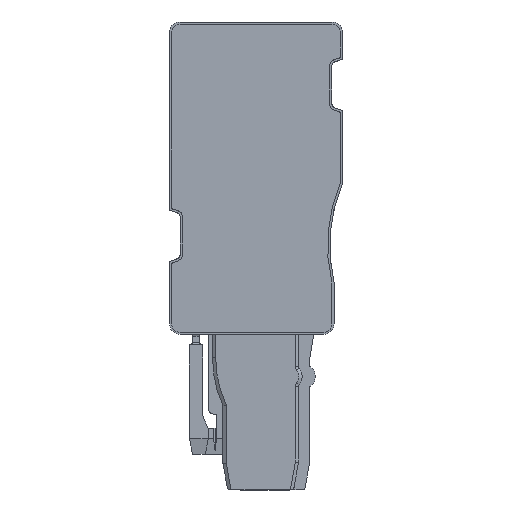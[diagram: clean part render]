
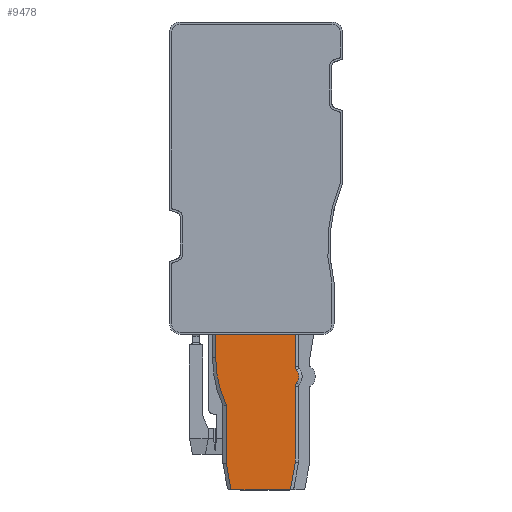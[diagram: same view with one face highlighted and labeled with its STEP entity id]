
A CAD part, left-side view. The second image highlights one B-rep face of the part: STEP entity #9478.
In plain terms, the highlighted planar face has unit normal (-1, 0, 0).
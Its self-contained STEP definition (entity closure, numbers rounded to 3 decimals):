
#3093=AXIS2_PLACEMENT_3D('Circle Axis2P3D',#3091,#3092,$) ;
#5022=AXIS2_PLACEMENT_3D('Circle Axis2P3D',#5020,#5021,$) ;
#5062=AXIS2_PLACEMENT_3D('Circle Axis2P3D',#5060,#5061,$) ;
#5101=AXIS2_PLACEMENT_3D('Circle Axis2P3D',#5099,#5100,$) ;
#9462=AXIS2_PLACEMENT_3D('Plane Axis2P3D',#9459,#9460,#9461) ;
#3091=CARTESIAN_POINT('Axis2P3D Location',(0.7,1.4,12.633)) ;
#3095=CARTESIAN_POINT('Vertex',(0.7,11.1,8.116)) ;
#3097=CARTESIAN_POINT('Vertex',(0.7,12.1,12.633)) ;
#3127=CARTESIAN_POINT('Vertex',(0.7,11.1,2.578)) ;
#3132=CARTESIAN_POINT('Line Origine',(0.7,11.1,7.425)) ;
#3274=CARTESIAN_POINT('Vertex',(0.7,10.645,0.)) ;
#3277=CARTESIAN_POINT('Line Origine',(0.7,11.955,7.425)) ;
#3329=CARTESIAN_POINT('Vertex',(0.7,4.971,0.)) ;
#3332=CARTESIAN_POINT('Line Origine',(0.7,7.808,0.)) ;
#5020=CARTESIAN_POINT('Axis2P3D Location',(0.7,3.9,11.788)) ;
#5024=CARTESIAN_POINT('Vertex',(0.7,4.5,11.788)) ;
#5026=CARTESIAN_POINT('Vertex',(0.7,4.36,11.403)) ;
#5060=CARTESIAN_POINT('Axis2P3D Location',(0.7,5.05,10.825)) ;
#5064=CARTESIAN_POINT('Vertex',(0.7,4.36,10.247)) ;
#5099=CARTESIAN_POINT('Axis2P3D Location',(0.7,3.9,9.862)) ;
#5103=CARTESIAN_POINT('Vertex',(0.7,4.5,9.862)) ;
#5123=CARTESIAN_POINT('Line Origine',(0.7,4.5,7.425)) ;
#5127=CARTESIAN_POINT('Vertex',(0.7,4.5,2.67)) ;
#5217=CARTESIAN_POINT('Line Origine',(0.7,4.027,5.351)) ;
#7350=CARTESIAN_POINT('Vertex',(0.7,12.1,14.85)) ;
#7353=CARTESIAN_POINT('Line Origine',(0.7,8.3,14.85)) ;
#7357=CARTESIAN_POINT('Vertex',(0.7,4.5,14.85)) ;
#9344=CARTESIAN_POINT('Line Origine',(0.7,12.1,7.425)) ;
#9362=CARTESIAN_POINT('Line Origine',(0.7,4.5,7.425)) ;
#9459=CARTESIAN_POINT('Axis2P3D Location',(0.7,7.5,14.85)) ;
#3092=DIRECTION('Axis2P3D Direction',(1.,0.,0.)) ;
#3133=DIRECTION('Vector Direction',(0.,0.,1.)) ;
#3278=DIRECTION('Vector Direction',(0.,-0.174,-0.985)) ;
#3333=DIRECTION('Vector Direction',(0.,1.,0.)) ;
#5021=DIRECTION('Axis2P3D Direction',(1.,0.,0.)) ;
#5061=DIRECTION('Axis2P3D Direction',(1.,0.,0.)) ;
#5100=DIRECTION('Axis2P3D Direction',(1.,0.,0.)) ;
#5124=DIRECTION('Vector Direction',(0.,0.,1.)) ;
#5218=DIRECTION('Vector Direction',(0.,-0.174,0.985)) ;
#7354=DIRECTION('Vector Direction',(0.,1.,0.)) ;
#9345=DIRECTION('Vector Direction',(0.,0.,-1.)) ;
#9363=DIRECTION('Vector Direction',(0.,0.,1.)) ;
#9460=DIRECTION('Axis2P3D Direction',(1.,0.,-0.)) ;
#9461=DIRECTION('Axis2P3D XDirection',(0.,1.,0.)) ;
#3134=VECTOR('Line Direction',#3133,1.) ;
#3279=VECTOR('Line Direction',#3278,1.) ;
#3334=VECTOR('Line Direction',#3333,1.) ;
#5125=VECTOR('Line Direction',#5124,1.) ;
#5219=VECTOR('Line Direction',#5218,1.) ;
#7355=VECTOR('Line Direction',#7354,1.) ;
#9346=VECTOR('Line Direction',#9345,1.) ;
#9364=VECTOR('Line Direction',#9363,1.) ;
#9465=ORIENTED_EDGE('',*,*,#9348,.F.) ;
#9466=ORIENTED_EDGE('',*,*,#3099,.F.) ;
#9467=ORIENTED_EDGE('',*,*,#3136,.F.) ;
#9468=ORIENTED_EDGE('',*,*,#3281,.F.) ;
#9469=ORIENTED_EDGE('',*,*,#3336,.F.) ;
#9470=ORIENTED_EDGE('',*,*,#5221,.F.) ;
#9471=ORIENTED_EDGE('',*,*,#5129,.F.) ;
#9472=ORIENTED_EDGE('',*,*,#5105,.F.) ;
#9473=ORIENTED_EDGE('',*,*,#5066,.F.) ;
#9474=ORIENTED_EDGE('',*,*,#5028,.F.) ;
#9475=ORIENTED_EDGE('',*,*,#9366,.F.) ;
#9476=ORIENTED_EDGE('',*,*,#7359,.F.) ;
#9478=ADVANCED_FACE('PartBody',(#9477),#9463,.F.) ;
#3094=CIRCLE('generated circle',#3093,10.7) ;
#5023=CIRCLE('generated circle',#5022,0.6) ;
#5063=CIRCLE('generated circle',#5062,0.9) ;
#5102=CIRCLE('generated circle',#5101,0.6) ;
#3099=EDGE_CURVE('',#3096,#3098,#3094,.T.) ;
#3136=EDGE_CURVE('',#3128,#3096,#3135,.T.) ;
#3281=EDGE_CURVE('',#3275,#3128,#3280,.F.) ;
#3336=EDGE_CURVE('',#3330,#3275,#3335,.T.) ;
#5028=EDGE_CURVE('',#5025,#5027,#5023,.F.) ;
#5066=EDGE_CURVE('',#5027,#5065,#5063,.T.) ;
#5105=EDGE_CURVE('',#5065,#5104,#5102,.F.) ;
#5129=EDGE_CURVE('',#5104,#5128,#5126,.F.) ;
#5221=EDGE_CURVE('',#5128,#3330,#5220,.F.) ;
#7359=EDGE_CURVE('',#7351,#7358,#7356,.F.) ;
#9348=EDGE_CURVE('',#3098,#7351,#9347,.F.) ;
#9366=EDGE_CURVE('',#7358,#5025,#9365,.F.) ;
#9464=EDGE_LOOP('',(#9465,#9466,#9467,#9468,#9469,#9470,#9471,#9472,#9473,#9474,#9475,#9476)) ;
#9477=FACE_OUTER_BOUND('',#9464,.T.) ;
#3135=LINE('Line',#3132,#3134) ;
#3280=LINE('Line',#3277,#3279) ;
#3335=LINE('Line',#3332,#3334) ;
#5126=LINE('Line',#5123,#5125) ;
#5220=LINE('Line',#5217,#5219) ;
#7356=LINE('Line',#7353,#7355) ;
#9347=LINE('Line',#9344,#9346) ;
#9365=LINE('Line',#9362,#9364) ;
#9463=PLANE('',#9462) ;
#3096=VERTEX_POINT('',#3095) ;
#3098=VERTEX_POINT('',#3097) ;
#3128=VERTEX_POINT('',#3127) ;
#3275=VERTEX_POINT('',#3274) ;
#3330=VERTEX_POINT('',#3329) ;
#5025=VERTEX_POINT('',#5024) ;
#5027=VERTEX_POINT('',#5026) ;
#5065=VERTEX_POINT('',#5064) ;
#5104=VERTEX_POINT('',#5103) ;
#5128=VERTEX_POINT('',#5127) ;
#7351=VERTEX_POINT('',#7350) ;
#7358=VERTEX_POINT('',#7357) ;
